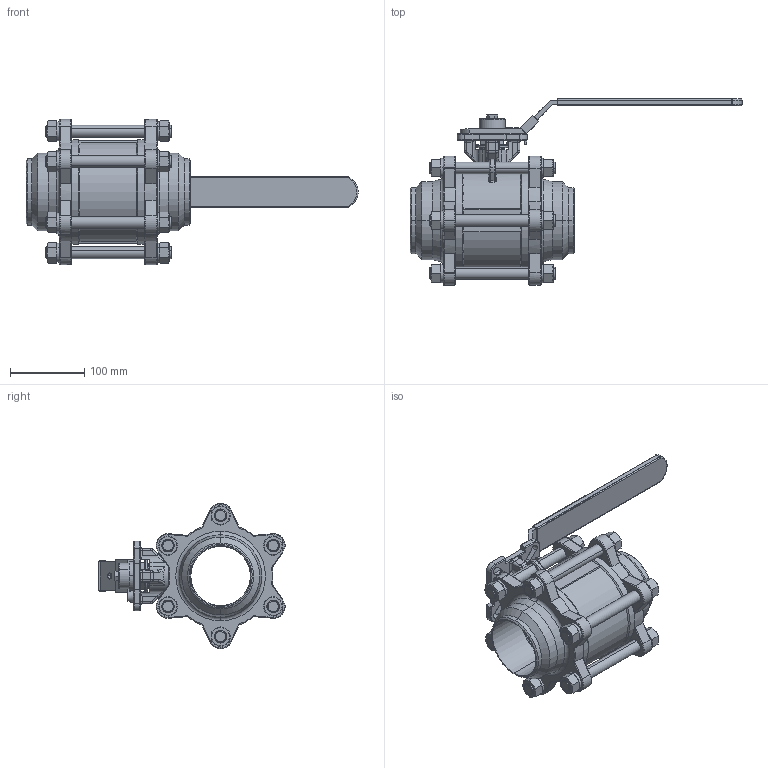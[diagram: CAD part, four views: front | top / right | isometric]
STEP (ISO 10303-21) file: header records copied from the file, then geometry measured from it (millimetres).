
FILE_DESCRIPTION (( 'STEP AP214' ), '1' );
FILE_NAME ('3700-30BW.STEP', '2017-06-21T07:21:00', ( 'rd3' ), ( '' ), 'SwSTEP 2.0', 'SolidWorks 2014', '' );
FILE_SCHEMA (( 'AUTOMOTIVE_DESIGN' ));
Length unit declared in the file: millimetre
Products named in the file (25): 2T29-24; E5MM-M16; E5RS-S58; E3SD-M16170; 3T10-24; 3T08-24G; E4A-117VTN; 305707-30; 3T05-30; 3504-30; 3503-30; Handle Cover; 305036-30; E5MM-M版次13_E5MM-M22104001; 3T06-30; 3T17-24; C305B40-30_305BR4-30; 3T44-24; 3701-30_加工; E3HX-M08012104; 307013-24; 3700-30BW; 30710A-24; 307130-30; E5MM-M版次13_E5MM-M08104001
Assembly tree (57 placements, depth 2):
  3700-30BW
    3701-30_加工
    C305B40-30_305BR4-30  x2
    3T06-30  x2
    305036-30  x2
    3503-30  x2
    3504-30
    3T05-30
    305707-30
    E4A-117VTN  x2
    3T08-24G
    3T10-24
    E3SD-M16170  x6
    E5RS-S58  x12
    E5MM-M16  x12
    2T29-24
    307130-30
    E5MM-M版次13_E5MM-M08104001
    30710A-24
    307013-24
    E3HX-M08012104
    3T44-24
    3T17-24  x2
    E5MM-M版次13_E5MM-M22104001
    Handle Cover
Bounding box: 447.02 x 250.57 x 195.5 mm (x, y, z)
Volume: 2078328.7 mm3; surface area: 593778.9 mm2
Topology: 57 solids, 57 shells, 1339 faces, 3073 edges, 1850 vertices
Faces by surface type: cylinder 450, plane 418, cone 339, torus 90, bspline 34, sphere 8
Entity records: 26544 total; most frequent: CARTESIAN_POINT 7184, DIRECTION 3918, ORIENTED_EDGE 3704, EDGE_CURVE 1852, AXIS2_PLACEMENT_3D 1536, VERTEX_POINT 1138, EDGE_LOOP 864, VECTOR 846
